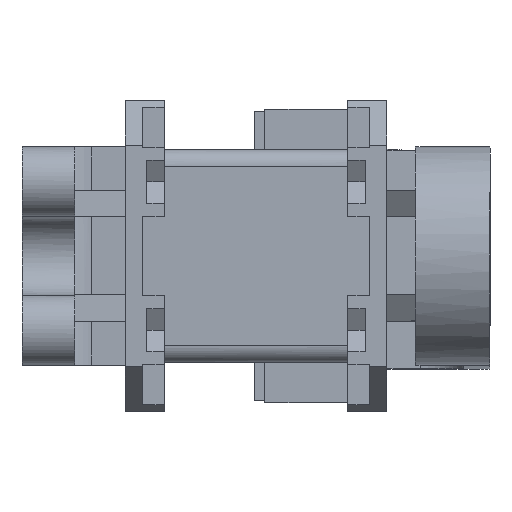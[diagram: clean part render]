
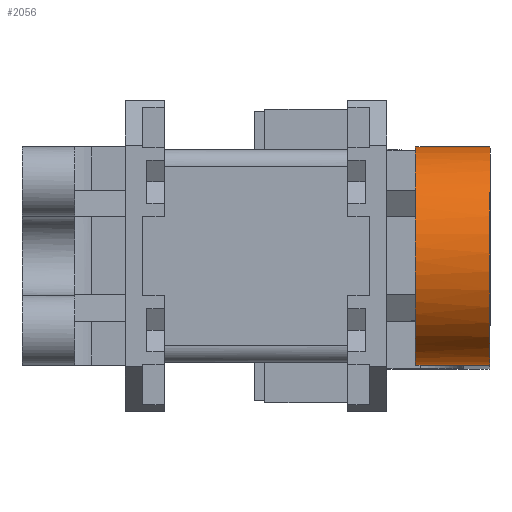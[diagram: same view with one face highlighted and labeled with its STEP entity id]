
A CAD part, front view. The second image highlights one B-rep face of the part: STEP entity #2056.
In plain terms, the highlighted cylindrical face has radius 12.5 mm (diameter 25 mm), a partial arc.
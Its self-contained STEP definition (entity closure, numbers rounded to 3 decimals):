
#220 = CARTESIAN_POINT ( 'NONE',  ( 18.617, -157.734, -12.5 ) ) ;
#350 = CARTESIAN_POINT ( 'NONE',  ( 18.25, -164.017, -10.874 ) ) ;
#353 = B_SPLINE_CURVE_WITH_KNOTS ( 'NONE', 3,
 ( #18874, #14469, #9766, #9948, #13027, #2710, #15810, #11307, #2537, #17164, #12748, #14374, #1275, #1189, #8425, #7093, #18779, #8609, #4058, #8334, #6826, #5664, #14190, #18594, #11491, #9861, #1008, #2624, #7002, #2438, #5571, #5757, #1098, #16982 ),
 .UNSPECIFIED., .F., .F.,
 ( 4, 2, 2, 2, 2, 2, 2, 2, 2, 2, 2, 2, 2, 2, 2, 2, 4 ),
 ( 0., 0.063, 0.125, 0.188, 0.25, 0.313, 0.375, 0.438, 0.5, 0.563, 0.625, 0.688, 0.75, 0.813, 0.875, 0.938, 1. ),
 .UNSPECIFIED. ) ;
#454 = CARTESIAN_POINT ( 'NONE',  ( 18.25, -169.787, 3.365 ) ) ;
#462 = FACE_OUTER_BOUND ( 'NONE', #1322, .T. ) ;
#1008 = CARTESIAN_POINT ( 'NONE',  ( 26.8, -165.341, -9.879 ) ) ;
#1063 = B_SPLINE_CURVE_WITH_KNOTS ( 'NONE', 3,
 ( #5857, #220, #5955, #10429 ),
 .UNSPECIFIED., .F., .F.,
 ( 4, 4 ),
 ( 0., 1. ),
 .UNSPECIFIED. ) ;
#1098 = CARTESIAN_POINT ( 'NONE',  ( 26.8, -158.555, -12.493 ) ) ;
#1129 = VERTEX_POINT ( 'NONE', #8060 ) ;
#1172 = EDGE_CURVE ( 'NONE', #9593, #1502, #3106, .T. ) ;
#1186 = EDGE_CURVE ( 'NONE', #10965, #1502, #353, .T. ) ;
#1189 = CARTESIAN_POINT ( 'NONE',  ( 26.8, -169.47, 4.117 ) ) ;
#1254 = EDGE_CURVE ( 'NONE', #9593, #4498, #1063, .T. ) ;
#1264 = CARTESIAN_POINT ( 'NONE',  ( 18.617, -157.542, 12.5 ) ) ;
#1275 = CARTESIAN_POINT ( 'NONE',  ( 26.8, -168.83, 5.628 ) ) ;
#1322 = EDGE_LOOP ( 'NONE', ( #13561, #11003, #13060, #1689, #4371, #4823 ) ) ;
#1502 = VERTEX_POINT ( 'NONE', #4129 ) ;
#1689 = ORIENTED_EDGE ( 'NONE', *, *, #1172, .T. ) ;
#2056 = ADVANCED_FACE ( 'NONE', ( #462 ), #6473, .T. ) ;
#2438 = CARTESIAN_POINT ( 'NONE',  ( 26.8, -161.755, -11.831 ) ) ;
#2537 = CARTESIAN_POINT ( 'NONE',  ( 26.8, -165.824, 9.482 ) ) ;
#2624 = CARTESIAN_POINT ( 'NONE',  ( 26.8, -163.984, -10.801 ) ) ;
#2710 = CARTESIAN_POINT ( 'NONE',  ( 26.8, -163.093, 11.277 ) ) ;
#3041 = CARTESIAN_POINT ( 'NONE',  ( 18.25, -165.243, 10.055 ) ) ;
#3106 = B_SPLINE_CURVE_WITH_KNOTS ( 'NONE', 3,
 ( #17255, #15719, #12928, #12654 ),
 .UNSPECIFIED., .F., .F.,
 ( 4, 4 ),
 ( 0., 1. ),
 .UNSPECIFIED. ) ;
#3164 = AXIS2_PLACEMENT_3D ( 'NONE', #4666, #10769, #5045 ) ;
#3427 = CARTESIAN_POINT ( 'NONE',  ( 18.25, -157.542, 12.5 ) ) ;
#4058 = CARTESIAN_POINT ( 'NONE',  ( 26.8, -170.07, -1.539 ) ) ;
#4129 = CARTESIAN_POINT ( 'NONE',  ( 26.8, -157.734, -12.5 ) ) ;
#4371 = ORIENTED_EDGE ( 'NONE', *, *, #1186, .F. ) ;
#4498 = VERTEX_POINT ( 'NONE', #6469 ) ;
#4505 = CARTESIAN_POINT ( 'NONE',  ( 18.8, -157.734, -12.5 ) ) ;
#4666 = CARTESIAN_POINT ( 'NONE',  ( 61.155, -157.638, 0. ) ) ;
#4752 = CARTESIAN_POINT ( 'NONE',  ( 18.25, -159.179, 12.512 ) ) ;
#4823 = ORIENTED_EDGE ( 'NONE', *, *, #17651, .T. ) ;
#5045 = DIRECTION ( 'NONE',  ( 0., 0.008, 1. ) ) ;
#5421 = CARTESIAN_POINT ( 'NONE',  ( 18.8, -157.542, 12.5 ) ) ;
#5571 = CARTESIAN_POINT ( 'NONE',  ( 26.8, -160.974, -12.074 ) ) ;
#5664 = CARTESIAN_POINT ( 'NONE',  ( 26.8, -168.915, -5.455 ) ) ;
#5757 = CARTESIAN_POINT ( 'NONE',  ( 26.8, -159.367, -12.407 ) ) ;
#5857 = CARTESIAN_POINT ( 'NONE',  ( 18.8, -157.734, -12.5 ) ) ;
#5944 = CARTESIAN_POINT ( 'NONE',  ( 18.433, -157.542, 12.5 ) ) ;
#5955 = CARTESIAN_POINT ( 'NONE',  ( 18.433, -157.734, -12.5 ) ) ;
#6181 = CARTESIAN_POINT ( 'NONE',  ( 18.25, -167.575, 7.758 ) ) ;
#6275 = CARTESIAN_POINT ( 'NONE',  ( 18.25, -168.609, -6.211 ) ) ;
#6469 = CARTESIAN_POINT ( 'NONE',  ( 18.25, -157.734, -12.5 ) ) ;
#6473 = CYLINDRICAL_SURFACE ( 'NONE', #3164, 12.5 ) ;
#6826 = CARTESIAN_POINT ( 'NONE',  ( 26.8, -169.531, -3.934 ) ) ;
#6926 = CARTESIAN_POINT ( 'NONE',  ( 18.25, -157.542, 12.5 ) ) ;
#7002 = CARTESIAN_POINT ( 'NONE',  ( 26.8, -163.266, -11.192 ) ) ;
#7093 = CARTESIAN_POINT ( 'NONE',  ( 26.8, -170.045, 1.729 ) ) ;
#8060 = CARTESIAN_POINT ( 'NONE',  ( 18.8, -157.542, 12.5 ) ) ;
#8134 = B_SPLINE_CURVE_WITH_KNOTS ( 'NONE', 3,
 ( #8280, #12412, #11164, #5421 ),
 .UNSPECIFIED., .F., .F.,
 ( 4, 4 ),
 ( 0., 1. ),
 .UNSPECIFIED. ) ;
#8280 = CARTESIAN_POINT ( 'NONE',  ( 26.8, -157.542, 12.5 ) ) ;
#8334 = CARTESIAN_POINT ( 'NONE',  ( 26.8, -169.763, -3.15 ) ) ;
#8425 = CARTESIAN_POINT ( 'NONE',  ( 26.8, -169.713, 3.336 ) ) ;
#8609 = CARTESIAN_POINT ( 'NONE',  ( 26.8, -170.144, -0.724 ) ) ;
#8796 = B_SPLINE_CURVE_WITH_KNOTS ( 'NONE', 3,
 ( #3427, #4752, #14797, #16137, #3041, #6181, #8837, #454, #14978, #10655, #13443, #6275, #16514, #11916, #350, #9220, #17772, #10373 ),
 .UNSPECIFIED., .F., .F.,
 ( 4, 2, 2, 2, 2, 2, 2, 2, 4 ),
 ( 0., 0.125, 0.25, 0.375, 0.5, 0.625, 0.75, 0.875, 1. ),
 .UNSPECIFIED. ) ;
#8837 = CARTESIAN_POINT ( 'NONE',  ( 18.25, -168.512, 6.379 ) ) ;
#9220 = CARTESIAN_POINT ( 'NONE',  ( 18.25, -161.003, -12.149 ) ) ;
#9593 = VERTEX_POINT ( 'NONE', #4505 ) ;
#9766 = CARTESIAN_POINT ( 'NONE',  ( 26.8, -159.177, 12.432 ) ) ;
#9861 = CARTESIAN_POINT ( 'NONE',  ( 26.8, -165.969, -9.355 ) ) ;
#9948 = CARTESIAN_POINT ( 'NONE',  ( 26.8, -160.789, 12.124 ) ) ;
#10373 = CARTESIAN_POINT ( 'NONE',  ( 18.25, -157.734, -12.5 ) ) ;
#10429 = CARTESIAN_POINT ( 'NONE',  ( 18.25, -157.734, -12.5 ) ) ;
#10655 = CARTESIAN_POINT ( 'NONE',  ( 18.25, -170.15, -1.54 ) ) ;
#10769 = DIRECTION ( 'NONE',  ( -1., 0., 0. ) ) ;
#10965 = VERTEX_POINT ( 'NONE', #17005 ) ;
#11003 = ORIENTED_EDGE ( 'NONE', *, *, #17844, .T. ) ;
#11164 = CARTESIAN_POINT ( 'NONE',  ( 21.467, -157.542, 12.5 ) ) ;
#11307 = CARTESIAN_POINT ( 'NONE',  ( 26.8, -165.189, 9.996 ) ) ;
#11491 = CARTESIAN_POINT ( 'NONE',  ( 26.8, -167.12, -8.186 ) ) ;
#11769 = CARTESIAN_POINT ( 'NONE',  ( 18.25, -157.542, 12.5 ) ) ;
#11916 = CARTESIAN_POINT ( 'NONE',  ( 18.25, -165.397, -9.937 ) ) ;
#12368 = EDGE_CURVE ( 'NONE', #12616, #1129, #15505, .T. ) ;
#12412 = CARTESIAN_POINT ( 'NONE',  ( 24.133, -157.542, 12.5 ) ) ;
#12616 = VERTEX_POINT ( 'NONE', #6926 ) ;
#12654 = CARTESIAN_POINT ( 'NONE',  ( 26.8, -157.734, -12.5 ) ) ;
#12748 = CARTESIAN_POINT ( 'NONE',  ( 26.8, -167.517, 7.703 ) ) ;
#12928 = CARTESIAN_POINT ( 'NONE',  ( 24.133, -157.734, -12.5 ) ) ;
#13027 = CARTESIAN_POINT ( 'NONE',  ( 26.8, -161.573, 11.893 ) ) ;
#13060 = ORIENTED_EDGE ( 'NONE', *, *, #1254, .F. ) ;
#13104 = CARTESIAN_POINT ( 'NONE',  ( 18.8, -157.542, 12.5 ) ) ;
#13443 = CARTESIAN_POINT ( 'NONE',  ( 18.25, -169.838, -3.178 ) ) ;
#13561 = ORIENTED_EDGE ( 'NONE', *, *, #12368, .F. ) ;
#14190 = CARTESIAN_POINT ( 'NONE',  ( 26.8, -168.535, -6.179 ) ) ;
#14374 = CARTESIAN_POINT ( 'NONE',  ( 26.8, -168.439, 6.346 ) ) ;
#14469 = CARTESIAN_POINT ( 'NONE',  ( 26.8, -158.363, 12.506 ) ) ;
#14797 = CARTESIAN_POINT ( 'NONE',  ( 18.25, -160.817, 12.199 ) ) ;
#14978 = CARTESIAN_POINT ( 'NONE',  ( 18.25, -170.125, 1.732 ) ) ;
#15505 = B_SPLINE_CURVE_WITH_KNOTS ( 'NONE', 3,
 ( #11769, #5944, #1264, #13104 ),
 .UNSPECIFIED., .F., .F.,
 ( 4, 4 ),
 ( 0., 1. ),
 .UNSPECIFIED. ) ;
#15719 = CARTESIAN_POINT ( 'NONE',  ( 21.467, -157.734, -12.5 ) ) ;
#15810 = CARTESIAN_POINT ( 'NONE',  ( 26.8, -163.817, 10.897 ) ) ;
#16137 = CARTESIAN_POINT ( 'NONE',  ( 18.25, -163.849, 10.97 ) ) ;
#16514 = CARTESIAN_POINT ( 'NONE',  ( 18.25, -167.693, -7.605 ) ) ;
#16982 = CARTESIAN_POINT ( 'NONE',  ( 26.8, -157.734, -12.5 ) ) ;
#17005 = CARTESIAN_POINT ( 'NONE',  ( 26.8, -157.542, 12.5 ) ) ;
#17164 = CARTESIAN_POINT ( 'NONE',  ( 26.8, -166.994, 8.331 ) ) ;
#17255 = CARTESIAN_POINT ( 'NONE',  ( 18.8, -157.734, -12.5 ) ) ;
#17651 = EDGE_CURVE ( 'NONE', #10965, #1129, #8134, .T. ) ;
#17772 = CARTESIAN_POINT ( 'NONE',  ( 18.25, -159.37, -12.487 ) ) ;
#17844 = EDGE_CURVE ( 'NONE', #12616, #4498, #8796, .T. ) ;
#18594 = CARTESIAN_POINT ( 'NONE',  ( 26.8, -167.634, -7.55 ) ) ;
#18779 = CARTESIAN_POINT ( 'NONE',  ( 26.8, -170.132, 0.916 ) ) ;
#18874 = CARTESIAN_POINT ( 'NONE',  ( 26.8, -157.542, 12.5 ) ) ;
